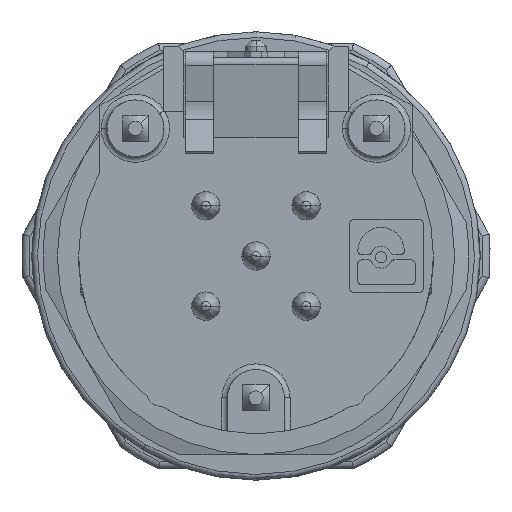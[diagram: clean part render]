
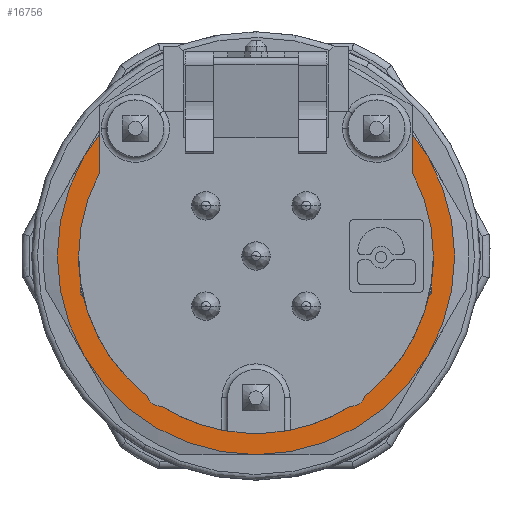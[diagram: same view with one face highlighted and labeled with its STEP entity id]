
A CAD part, front view. The second image highlights one B-rep face of the part: STEP entity #16756.
In plain terms, the highlighted face is planar.
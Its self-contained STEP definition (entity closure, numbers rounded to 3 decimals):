
#16 = DIRECTION ( 'NONE',  ( 0., 0., 1. ) ) ;
#744 = ORIENTED_EDGE ( 'NONE', *, *, #24027, .F. ) ;
#756 = EDGE_CURVE ( 'NONE', #2134, #4580, #20238, .T. ) ;
#1691 = ORIENTED_EDGE ( 'NONE', *, *, #25962, .F. ) ;
#2079 = DIRECTION ( 'NONE',  ( 0., 0., 1. ) ) ;
#2134 = VERTEX_POINT ( 'NONE', #15501 ) ;
#2628 = DIRECTION ( 'NONE',  ( 0., 0., -1. ) ) ;
#2739 = LINE ( 'NONE', #3797, #4280 ) ;
#2776 = CIRCLE ( 'NONE', #10314, 7. ) ;
#3264 = VECTOR ( 'NONE', #22499, 1000. ) ;
#3667 = DIRECTION ( 'NONE',  ( -0.5, -0.866, 0. ) ) ;
#3797 = CARTESIAN_POINT ( 'NONE',  ( 6.06, 3.504, 0. ) ) ;
#4280 = VECTOR ( 'NONE', #17887, 1000. ) ;
#4283 = DIRECTION ( 'NONE',  ( 0., 0., 1. ) ) ;
#4546 = LINE ( 'NONE', #6489, #3264 ) ;
#4580 = VERTEX_POINT ( 'NONE', #6587 ) ;
#4985 = AXIS2_PLACEMENT_3D ( 'NONE', #15904, #16, #5822 ) ;
#5128 = VERTEX_POINT ( 'NONE', #5805 ) ;
#5535 = CARTESIAN_POINT ( 'NONE',  ( -6.072, 3.482, 0. ) ) ;
#5632 = CARTESIAN_POINT ( 'NONE',  ( -6.084, -3.462, 0. ) ) ;
#5805 = CARTESIAN_POINT ( 'NONE',  ( 6.062, 3.501, 0. ) ) ;
#5822 = DIRECTION ( 'NONE',  ( 0.866, -0.5, 0. ) ) ;
#6474 = ORIENTED_EDGE ( 'NONE', *, *, #18637, .F. ) ;
#6489 = CARTESIAN_POINT ( 'NONE',  ( -0.045, 7., 0. ) ) ;
#6496 = DIRECTION ( 'NONE',  ( 0., 0., 1. ) ) ;
#6587 = CARTESIAN_POINT ( 'NONE',  ( -6.062, -3.5, 0. ) ) ;
#6834 = PLANE ( 'NONE',  #9331 ) ;
#6923 = CARTESIAN_POINT ( 'NONE',  ( 0.002, 7., 0. ) ) ;
#7101 = ORIENTED_EDGE ( 'NONE', *, *, #756, .F. ) ;
#7447 = EDGE_LOOP ( 'NONE', ( #25048, #19853 ) ) ;
#7946 = CARTESIAN_POINT ( 'NONE',  ( 0., -7., 0. ) ) ;
#8232 = DIRECTION ( 'NONE',  ( 0., -1., 0. ) ) ;
#8661 = VERTEX_POINT ( 'NONE', #23294 ) ;
#8782 = CARTESIAN_POINT ( 'NONE',  ( 0., 0., 0. ) ) ;
#8841 = CARTESIAN_POINT ( 'NONE',  ( 0., 7., 0. ) ) ;
#8869 = DIRECTION ( 'NONE',  ( -0.867, 0.497, 0. ) ) ;
#9150 = FACE_OUTER_BOUND ( 'NONE', #20331, .T. ) ;
#9153 = CIRCLE ( 'NONE', #19328, 7. ) ;
#9331 = AXIS2_PLACEMENT_3D ( 'NONE', #23185, #18978, #15143 ) ;
#9447 = AXIS2_PLACEMENT_3D ( 'NONE', #8782, #2628, #16736 ) ;
#9580 = DIRECTION ( 'NONE',  ( -0.007, 1., 0. ) ) ;
#9816 = VECTOR ( 'NONE', #3667, 1000. ) ;
#10099 = CARTESIAN_POINT ( 'NONE',  ( 0., 0., 0. ) ) ;
#10314 = AXIS2_PLACEMENT_3D ( 'NONE', #10099, #2079, #13896 ) ;
#10417 = VERTEX_POINT ( 'NONE', #22880 ) ;
#10722 = EDGE_CURVE ( 'NONE', #4580, #20814, #2776, .T. ) ;
#10761 = DIRECTION ( 'NONE',  ( 0., 0., 1. ) ) ;
#11188 = AXIS2_PLACEMENT_3D ( 'NONE', #13788, #21862, #19835 ) ;
#11510 = VERTEX_POINT ( 'NONE', #19224 ) ;
#11573 = ORIENTED_EDGE ( 'NONE', *, *, #13920, .F. ) ;
#12304 = VERTEX_POINT ( 'NONE', #21664 ) ;
#12368 = EDGE_CURVE ( 'NONE', #21150, #5128, #2739, .T. ) ;
#13026 = VECTOR ( 'NONE', #21723, 1000. ) ;
#13788 = CARTESIAN_POINT ( 'NONE',  ( 0., 0., 0. ) ) ;
#13826 = VERTEX_POINT ( 'NONE', #22340 ) ;
#13896 = DIRECTION ( 'NONE',  ( -0.866, -0.5, 0. ) ) ;
#13920 = EDGE_CURVE ( 'NONE', #18411, #2134, #21276, .T. ) ;
#14096 = EDGE_CURVE ( 'NONE', #20814, #10417, #22836, .T. ) ;
#14345 = CARTESIAN_POINT ( 'NONE',  ( 0., 0., 0. ) ) ;
#14514 = ORIENTED_EDGE ( 'NONE', *, *, #17871, .F. ) ;
#14793 = ORIENTED_EDGE ( 'NONE', *, *, #10722, .F. ) ;
#14951 = CIRCLE ( 'NONE', #11188, 6.1 ) ;
#15003 = ORIENTED_EDGE ( 'NONE', *, *, #12368, .T. ) ;
#15013 = VERTEX_POINT ( 'NONE', #16046 ) ;
#15071 = CARTESIAN_POINT ( 'NONE',  ( 0., 7., 0. ) ) ;
#15143 = DIRECTION ( 'NONE',  ( 1., 0., 0. ) ) ;
#15379 = AXIS2_PLACEMENT_3D ( 'NONE', #25576, #15614, #9580 ) ;
#15501 = CARTESIAN_POINT ( 'NONE',  ( -6.084, -3.462, 0. ) ) ;
#15509 = EDGE_CURVE ( 'NONE', #15013, #13826, #14951, .T. ) ;
#15614 = DIRECTION ( 'NONE',  ( 0., 0., 1. ) ) ;
#15648 = B_SPLINE_CURVE_WITH_KNOTS ( 'NONE', 3,
 ( #24847, #6923, #18892, #15071, #8841 ),
 .UNSPECIFIED., .F., .F.,
 ( 4, 1, 4 ),
 ( 0., 0.5, 1. ),
 .UNSPECIFIED. ) ;
#15904 = CARTESIAN_POINT ( 'NONE',  ( 0., 0., 0. ) ) ;
#15989 = CARTESIAN_POINT ( 'NONE',  ( 6.06, 3.503, 0. ) ) ;
#16046 = CARTESIAN_POINT ( 'NONE',  ( 0., -6.1, 0. ) ) ;
#16106 = FACE_BOUND ( 'NONE', #7447, .T. ) ;
#16355 = CARTESIAN_POINT ( 'NONE',  ( 0., 0., 0. ) ) ;
#16364 = DIRECTION ( 'NONE',  ( 0.866, 0.5, 0. ) ) ;
#16666 = CIRCLE ( 'NONE', #4985, 7. ) ;
#16736 = DIRECTION ( 'NONE',  ( -1., 0., 0. ) ) ;
#16756 = ADVANCED_FACE ( 'NONE', ( #9150, #16106 ), #6834, .F. ) ;
#17223 = VERTEX_POINT ( 'NONE', #18606 ) ;
#17871 = EDGE_CURVE ( 'NONE', #11510, #12304, #15648, .T. ) ;
#17887 = DIRECTION ( 'NONE',  ( 0.5, -0.866, 0. ) ) ;
#18411 = VERTEX_POINT ( 'NONE', #5535 ) ;
#18606 = CARTESIAN_POINT ( 'NONE',  ( -6.052, 3.518, 0. ) ) ;
#18637 = EDGE_CURVE ( 'NONE', #10417, #5128, #16666, .T. ) ;
#18653 = LINE ( 'NONE', #23708, #9816 ) ;
#18750 = ORIENTED_EDGE ( 'NONE', *, *, #23635, .F. ) ;
#18892 = CARTESIAN_POINT ( 'NONE',  ( 0.001, 7., 0. ) ) ;
#18978 = DIRECTION ( 'NONE',  ( 0., 0., 1. ) ) ;
#19224 = CARTESIAN_POINT ( 'NONE',  ( 0.002, 7., 0. ) ) ;
#19275 = CIRCLE ( 'NONE', #9447, 6.1 ) ;
#19328 = AXIS2_PLACEMENT_3D ( 'NONE', #14345, #6496, #16364 ) ;
#19546 = AXIS2_PLACEMENT_3D ( 'NONE', #24804, #10761, #8869 ) ;
#19835 = DIRECTION ( 'NONE',  ( -1., 0., 0. ) ) ;
#19853 = ORIENTED_EDGE ( 'NONE', *, *, #15509, .F. ) ;
#20238 = LINE ( 'NONE', #5632, #13026 ) ;
#20331 = EDGE_LOOP ( 'NONE', ( #6474, #25376, #14793, #7101, #11573, #18750, #1691, #20951, #14514, #744, #15003 ) ) ;
#20814 = VERTEX_POINT ( 'NONE', #7946 ) ;
#20951 = ORIENTED_EDGE ( 'NONE', *, *, #22714, .T. ) ;
#21150 = VERTEX_POINT ( 'NONE', #15989 ) ;
#21276 = CIRCLE ( 'NONE', #19546, 7.001 ) ;
#21664 = CARTESIAN_POINT ( 'NONE',  ( 0., 7., 0. ) ) ;
#21723 = DIRECTION ( 'NONE',  ( 0.5, -0.866, 0. ) ) ;
#21735 = AXIS2_PLACEMENT_3D ( 'NONE', #16355, #4283, #8232 ) ;
#21862 = DIRECTION ( 'NONE',  ( 0., 0., -1. ) ) ;
#22340 = CARTESIAN_POINT ( 'NONE',  ( 0., 6.1, 0. ) ) ;
#22499 = DIRECTION ( 'NONE',  ( 1., 0., 0. ) ) ;
#22714 = EDGE_CURVE ( 'NONE', #8661, #12304, #4546, .T. ) ;
#22836 = CIRCLE ( 'NONE', #21735, 7. ) ;
#22880 = CARTESIAN_POINT ( 'NONE',  ( 6.062, -3.5, 0. ) ) ;
#23185 = CARTESIAN_POINT ( 'NONE',  ( 0., 0., 0. ) ) ;
#23294 = CARTESIAN_POINT ( 'NONE',  ( -0.045, 7., 0. ) ) ;
#23444 = EDGE_CURVE ( 'NONE', #13826, #15013, #19275, .T. ) ;
#23635 = EDGE_CURVE ( 'NONE', #17223, #18411, #18653, .T. ) ;
#23708 = CARTESIAN_POINT ( 'NONE',  ( -6.052, 3.518, 0. ) ) ;
#24027 = EDGE_CURVE ( 'NONE', #21150, #11510, #9153, .T. ) ;
#24804 = CARTESIAN_POINT ( 'NONE',  ( 0.001, 0., 0. ) ) ;
#24847 = CARTESIAN_POINT ( 'NONE',  ( 0.002, 7., 0. ) ) ;
#24861 = CIRCLE ( 'NONE', #15379, 7.001 ) ;
#25048 = ORIENTED_EDGE ( 'NONE', *, *, #23444, .F. ) ;
#25376 = ORIENTED_EDGE ( 'NONE', *, *, #14096, .F. ) ;
#25576 = CARTESIAN_POINT ( 'NONE',  ( 0., -0.001, 0. ) ) ;
#25962 = EDGE_CURVE ( 'NONE', #8661, #17223, #24861, .T. ) ;
